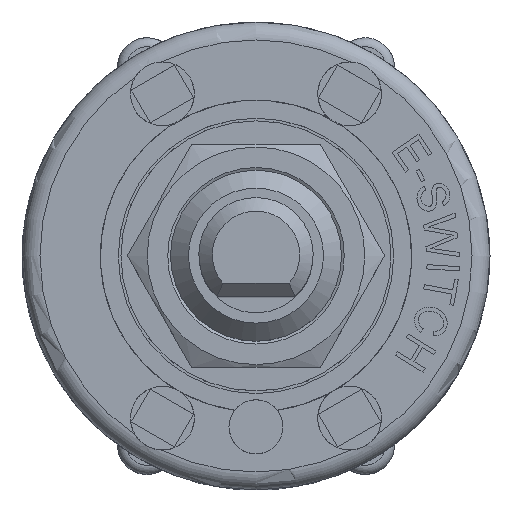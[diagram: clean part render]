
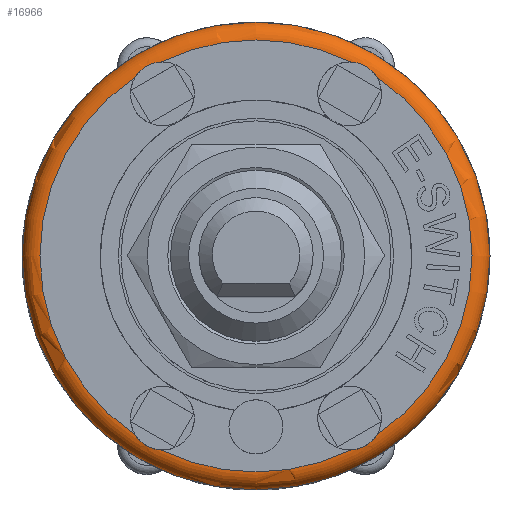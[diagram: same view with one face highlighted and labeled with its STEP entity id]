
A CAD part, top view. The second image highlights one B-rep face of the part: STEP entity #16966.
In plain terms, the highlighted toroidal (fillet/blend) face has major radius 12 mm and minor radius 1 mm.
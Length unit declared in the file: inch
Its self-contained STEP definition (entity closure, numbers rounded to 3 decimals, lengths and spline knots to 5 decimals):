
#26=TOROIDAL_SURFACE('',#17997,0.47244,0.03937);
#1258=B_SPLINE_CURVE_WITH_KNOTS('',3,(#29131,#29132,#29133,#29134,#29135,
#29136,#29137,#29138,#29139,#29140,#29141,#29142),.UNSPECIFIED.,.F.,.F.,
(4,2,2,2,2,4),(-0.26924,-0.24463,-0.21597,
-0.19207,-0.16451,-0.13568),.UNSPECIFIED.);
#1259=B_SPLINE_CURVE_WITH_KNOTS('',3,(#29154,#29155,#29156,#29157,#29158,
#29159,#29160,#29161,#29162,#29163,#29164,#29165),.UNSPECIFIED.,.F.,.F.,
(4,2,2,2,2,4),(-0.26924,-0.24463,-0.21597,
-0.19207,-0.16451,-0.13568),.UNSPECIFIED.);
#1260=B_SPLINE_CURVE_WITH_KNOTS('',3,(#29182,#29183,#29184,#29185,#29186,
#29187,#29188,#29189,#29190,#29191,#29192,#29193),.UNSPECIFIED.,.F.,.F.,
(4,2,2,2,2,4),(-0.26924,-0.24463,-0.21597,
-0.19207,-0.16451,-0.13568),.UNSPECIFIED.);
#1261=B_SPLINE_CURVE_WITH_KNOTS('',3,(#29215,#29216,#29217,#29218,#29219,
#29220,#29221,#29222,#29223,#29224,#29225,#29226),.UNSPECIFIED.,.F.,.F.,
(4,2,2,2,2,4),(-0.26924,-0.24463,-0.21597,
-0.19207,-0.16451,-0.13568),.UNSPECIFIED.);
#2115=FACE_OUTER_BOUND('',#3110,.T.);
#3110=EDGE_LOOP('',(#15664,#15665,#15666,#15667,#15668,#15669,#15670,#15671,
#15672,#15673,#15674,#15675));
#6973=CIRCLE('',#17950,0.51181);
#7000=CIRCLE('',#17998,0.03937);
#7001=CIRCLE('',#17999,0.47244);
#7002=CIRCLE('',#18000,0.47244);
#7003=CIRCLE('',#18001,0.47244);
#7004=CIRCLE('',#18002,0.47244);
#7005=CIRCLE('',#18003,0.47244);
#8580=VERTEX_POINT('',#29093);
#8588=VERTEX_POINT('',#29129);
#8589=VERTEX_POINT('',#29130);
#8592=VERTEX_POINT('',#29152);
#8593=VERTEX_POINT('',#29153);
#8598=VERTEX_POINT('',#29180);
#8599=VERTEX_POINT('',#29181);
#8606=VERTEX_POINT('',#29213);
#8607=VERTEX_POINT('',#29214);
#8610=VERTEX_POINT('',#29236);
#10977=EDGE_CURVE('',#8580,#8580,#6973,.T.);
#10995=EDGE_CURVE('',#8588,#8589,#1258,.T.);
#11001=EDGE_CURVE('',#8592,#8593,#1259,.T.);
#11009=EDGE_CURVE('',#8598,#8599,#1260,.T.);
#11019=EDGE_CURVE('',#8606,#8607,#1261,.T.);
#11025=EDGE_CURVE('',#8580,#8610,#7000,.T.);
#11026=EDGE_CURVE('',#8610,#8598,#7001,.T.);
#11027=EDGE_CURVE('',#8599,#8592,#7002,.T.);
#11028=EDGE_CURVE('',#8593,#8588,#7003,.T.);
#11029=EDGE_CURVE('',#8589,#8606,#7004,.T.);
#11030=EDGE_CURVE('',#8607,#8610,#7005,.T.);
#15664=ORIENTED_EDGE('',*,*,#10977,.T.);
#15665=ORIENTED_EDGE('',*,*,#11025,.T.);
#15666=ORIENTED_EDGE('',*,*,#11026,.T.);
#15667=ORIENTED_EDGE('',*,*,#11009,.T.);
#15668=ORIENTED_EDGE('',*,*,#11027,.T.);
#15669=ORIENTED_EDGE('',*,*,#11001,.T.);
#15670=ORIENTED_EDGE('',*,*,#11028,.T.);
#15671=ORIENTED_EDGE('',*,*,#10995,.T.);
#15672=ORIENTED_EDGE('',*,*,#11029,.T.);
#15673=ORIENTED_EDGE('',*,*,#11019,.T.);
#15674=ORIENTED_EDGE('',*,*,#11030,.T.);
#15675=ORIENTED_EDGE('',*,*,#11025,.F.);
#16966=ADVANCED_FACE('',(#2115),#26,.T.);
#17950=AXIS2_PLACEMENT_3D('',#29094,#21635,#21636);
#17997=AXIS2_PLACEMENT_3D('',#29235,#21746,#21747);
#17998=AXIS2_PLACEMENT_3D('',#29237,#21748,#21749);
#17999=AXIS2_PLACEMENT_3D('',#29238,#21750,#21751);
#18000=AXIS2_PLACEMENT_3D('',#29239,#21752,#21753);
#18001=AXIS2_PLACEMENT_3D('',#29240,#21754,#21755);
#18002=AXIS2_PLACEMENT_3D('',#29241,#21756,#21757);
#18003=AXIS2_PLACEMENT_3D('',#29242,#21758,#21759);
#21635=DIRECTION('center_axis',(0.,0.,1.));
#21636=DIRECTION('ref_axis',(-1.,0.,0.));
#21746=DIRECTION('center_axis',(0.,0.,-1.));
#21747=DIRECTION('ref_axis',(-1.,0.,0.));
#21748=DIRECTION('center_axis',(0.,-1.,0.));
#21749=DIRECTION('ref_axis',(1.,0.,0.));
#21750=DIRECTION('center_axis',(0.,0.,-1.));
#21751=DIRECTION('ref_axis',(-1.,0.,0.));
#21752=DIRECTION('center_axis',(0.,0.,-1.));
#21753=DIRECTION('ref_axis',(-1.,0.,0.));
#21754=DIRECTION('center_axis',(0.,0.,-1.));
#21755=DIRECTION('ref_axis',(-1.,0.,0.));
#21756=DIRECTION('center_axis',(0.,0.,-1.));
#21757=DIRECTION('ref_axis',(-1.,0.,0.));
#21758=DIRECTION('center_axis',(0.,0.,-1.));
#21759=DIRECTION('ref_axis',(-1.,0.,0.));
#29093=CARTESIAN_POINT('',(0.51181,0.,0.37402));
#29094=CARTESIAN_POINT('Origin',(0.,0.,0.37402));
#29129=CARTESIAN_POINT('',(-0.26379,0.39194,0.41339));
#29130=CARTESIAN_POINT('',(-0.20753,0.42442,0.41339));
#29131=CARTESIAN_POINT('Ctrl Pts',(-0.26379,0.39194,
0.41339));
#29132=CARTESIAN_POINT('Ctrl Pts',(-0.26165,0.39532,
0.41339));
#29133=CARTESIAN_POINT('Ctrl Pts',(-0.25918,0.39859,
0.41329));
#29134=CARTESIAN_POINT('Ctrl Pts',(-0.25306,0.40529,
0.41304));
#29135=CARTESIAN_POINT('Ctrl Pts',(-0.2494,0.40855,
0.4129));
#29136=CARTESIAN_POINT('Ctrl Pts',(-0.24211,0.41377,
0.41277));
#29137=CARTESIAN_POINT('Ctrl Pts',(-0.2386,0.41585,
0.41276));
#29138=CARTESIAN_POINT('Ctrl Pts',(-0.23069,0.41964,
0.41286));
#29139=CARTESIAN_POINT('Ctrl Pts',(-0.22626,0.42124,
0.41299));
#29140=CARTESIAN_POINT('Ctrl Pts',(-0.21694,0.42357,
0.41325));
#29141=CARTESIAN_POINT('Ctrl Pts',(-0.21219,0.42423,
0.41339));
#29142=CARTESIAN_POINT('Ctrl Pts',(-0.20753,0.42442,
0.41339));
#29152=CARTESIAN_POINT('',(-0.20753,-0.42442,0.41339));
#29153=CARTESIAN_POINT('',(-0.26379,-0.39194,0.41339));
#29154=CARTESIAN_POINT('Ctrl Pts',(-0.20753,-0.42442,
0.41339));
#29155=CARTESIAN_POINT('Ctrl Pts',(-0.21153,-0.42426,
0.41339));
#29156=CARTESIAN_POINT('Ctrl Pts',(-0.2156,-0.42375,
0.41329));
#29157=CARTESIAN_POINT('Ctrl Pts',(-0.22446,-0.42181,
0.41304));
#29158=CARTESIAN_POINT('Ctrl Pts',(-0.22911,-0.42026,
0.4129));
#29159=CARTESIAN_POINT('Ctrl Pts',(-0.23728,-0.41656,
0.41277));
#29160=CARTESIAN_POINT('Ctrl Pts',(-0.24084,-0.41456,
0.41276));
#29161=CARTESIAN_POINT('Ctrl Pts',(-0.24808,-0.4096,
0.41286));
#29162=CARTESIAN_POINT('Ctrl Pts',(-0.25168,-0.40656,
0.41299));
#29163=CARTESIAN_POINT('Ctrl Pts',(-0.25836,-0.39966,
0.41325));
#29164=CARTESIAN_POINT('Ctrl Pts',(-0.2613,-0.39588,
0.41339));
#29165=CARTESIAN_POINT('Ctrl Pts',(-0.26379,-0.39194,
0.41339));
#29180=CARTESIAN_POINT('',(0.26379,-0.39194,0.41339));
#29181=CARTESIAN_POINT('',(0.20753,-0.42442,0.41339));
#29182=CARTESIAN_POINT('Ctrl Pts',(0.26379,-0.39194,
0.41339));
#29183=CARTESIAN_POINT('Ctrl Pts',(0.26165,-0.39532,
0.41339));
#29184=CARTESIAN_POINT('Ctrl Pts',(0.25918,-0.39859,
0.41329));
#29185=CARTESIAN_POINT('Ctrl Pts',(0.25306,-0.40529,
0.41304));
#29186=CARTESIAN_POINT('Ctrl Pts',(0.2494,-0.40855,
0.4129));
#29187=CARTESIAN_POINT('Ctrl Pts',(0.24211,-0.41377,
0.41277));
#29188=CARTESIAN_POINT('Ctrl Pts',(0.2386,-0.41585,
0.41276));
#29189=CARTESIAN_POINT('Ctrl Pts',(0.23069,-0.41964,
0.41286));
#29190=CARTESIAN_POINT('Ctrl Pts',(0.22626,-0.42124,
0.41299));
#29191=CARTESIAN_POINT('Ctrl Pts',(0.21694,-0.42357,
0.41325));
#29192=CARTESIAN_POINT('Ctrl Pts',(0.21219,-0.42423,
0.41339));
#29193=CARTESIAN_POINT('Ctrl Pts',(0.20753,-0.42442,
0.41339));
#29213=CARTESIAN_POINT('',(0.20753,0.42442,0.41339));
#29214=CARTESIAN_POINT('',(0.26379,0.39194,0.41339));
#29215=CARTESIAN_POINT('Ctrl Pts',(0.20753,0.42442,0.41339));
#29216=CARTESIAN_POINT('Ctrl Pts',(0.21153,0.42426,
0.41339));
#29217=CARTESIAN_POINT('Ctrl Pts',(0.2156,0.42375,
0.41329));
#29218=CARTESIAN_POINT('Ctrl Pts',(0.22446,0.42181,0.41304));
#29219=CARTESIAN_POINT('Ctrl Pts',(0.22911,0.42026,
0.4129));
#29220=CARTESIAN_POINT('Ctrl Pts',(0.23728,0.41656,0.41277));
#29221=CARTESIAN_POINT('Ctrl Pts',(0.24084,0.41456,
0.41276));
#29222=CARTESIAN_POINT('Ctrl Pts',(0.24808,0.4096,
0.41286));
#29223=CARTESIAN_POINT('Ctrl Pts',(0.25168,0.40656,
0.41299));
#29224=CARTESIAN_POINT('Ctrl Pts',(0.25836,0.39966,
0.41325));
#29225=CARTESIAN_POINT('Ctrl Pts',(0.2613,0.39588,
0.41339));
#29226=CARTESIAN_POINT('Ctrl Pts',(0.26379,0.39194,
0.41339));
#29235=CARTESIAN_POINT('Origin',(0.,0.,0.37402));
#29236=CARTESIAN_POINT('',(0.47244,0.,0.41339));
#29237=CARTESIAN_POINT('Origin',(0.47244,0.,
0.37402));
#29238=CARTESIAN_POINT('Origin',(0.,0.,0.41339));
#29239=CARTESIAN_POINT('Origin',(0.,0.,0.41339));
#29240=CARTESIAN_POINT('Origin',(0.,0.,0.41339));
#29241=CARTESIAN_POINT('Origin',(0.,0.,0.41339));
#29242=CARTESIAN_POINT('Origin',(0.,0.,0.41339));
